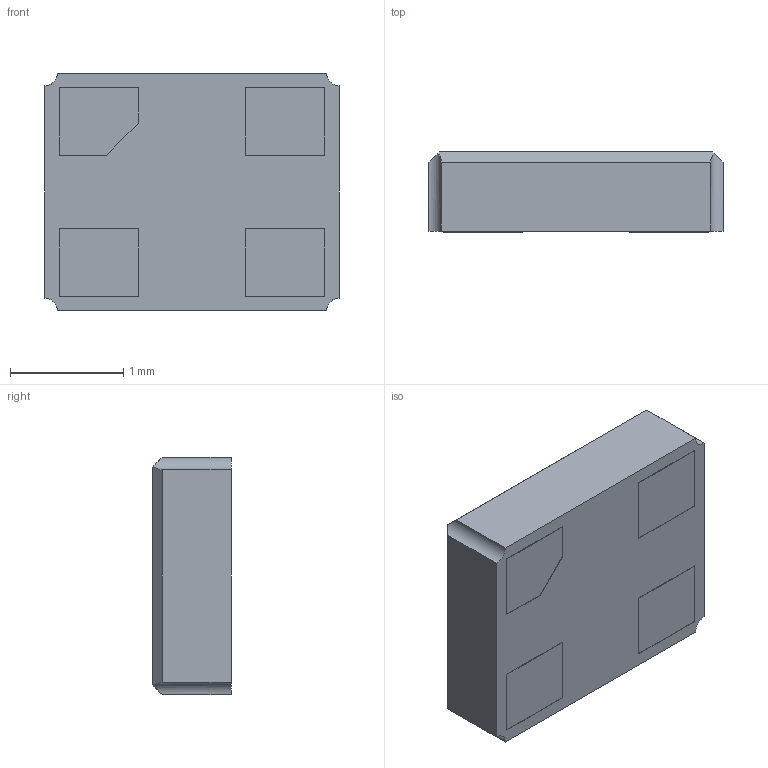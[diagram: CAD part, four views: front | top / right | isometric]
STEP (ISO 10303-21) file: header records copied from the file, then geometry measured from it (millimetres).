
FILE_DESCRIPTION (( 'STEP AP214' ), '1' );
FILE_NAME ('User Library-ABM10_Xtal.STEP', '2021-02-12T03:31:53', ( '' ), ( '' ), 'SwSTEP 2.0', 'SolidWorks 2020', '' );
FILE_SCHEMA (( 'AUTOMOTIVE_DESIGN' ));
Length unit declared in the file: millimetre
Products named in the file (1): User Library-ABM10_Xtal
Bounding box: 2.6 x 0.7 x 2.1 mm (x, y, z)
Volume: 3.8 mm3; surface area: 20.2 mm2
Topology: 5 solids, 5 shells, 106 faces, 261 edges, 174 vertices
Faces by surface type: plane 83, bspline 19, cylinder 4
Entity records: 4809 total; most frequent: CARTESIAN_POINT 1841, ORIENTED_EDGE 522, DIRECTION 395, EDGE_CURVE 261, LINE 211, VECTOR 211, VERTEX_POINT 174, EDGE_LOOP 115
